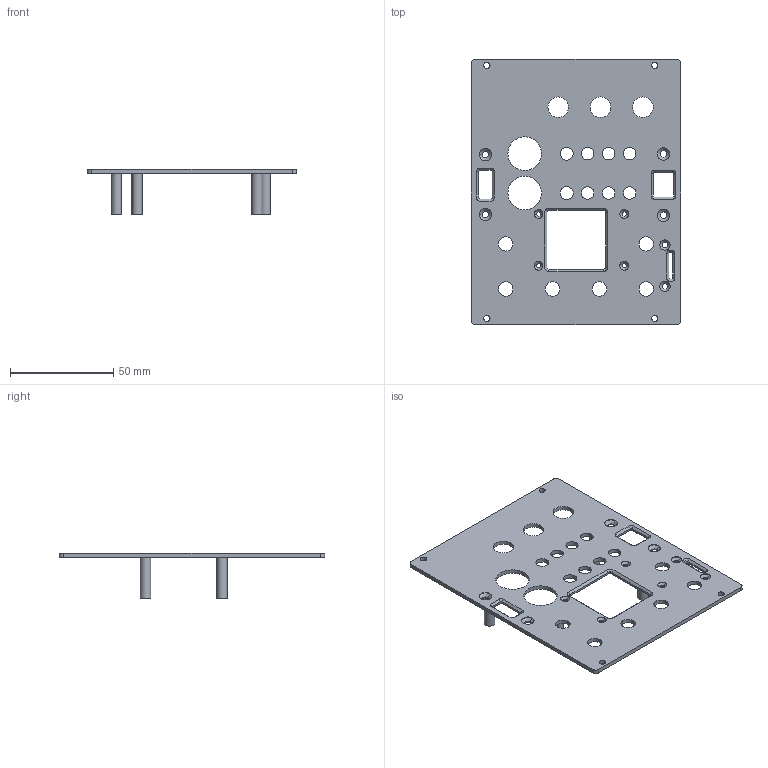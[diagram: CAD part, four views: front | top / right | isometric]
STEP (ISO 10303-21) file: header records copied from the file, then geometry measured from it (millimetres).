
FILE_DESCRIPTION(('Open CASCADE Model'),'2;1');
FILE_NAME('Open CASCADE Shape Model','2018-10-11T21:57:32',('Author'),( 'Open CASCADE'),'Open CASCADE STEP processor 7.2','Open CASCADE 7.2' ,'Unknown');
FILE_SCHEMA(('AUTOMOTIVE_DESIGN { 1 0 10303 214 1 1 1 1 }'));
Length unit declared in the file: millimetre
Products named in the file (6): Open CASCADE STEP translator 7.2 14; Open CASCADE STEP translator 7.2 14.1; Open CASCADE STEP translator 7.2 14.2; Open CASCADE STEP translator 7.2 14.3; Open CASCADE STEP translator 7.2 14.4; Open CASCADE STEP translator 7.2 14.5
Assembly tree (5 placements, depth 2):
  Open CASCADE STEP translator 7.2 14
    Open CASCADE STEP translator 7.2 14.1
    Open CASCADE STEP translator 7.2 14.2
    Open CASCADE STEP translator 7.2 14.3
    Open CASCADE STEP translator 7.2 14.4
    Open CASCADE STEP translator 7.2 14.5
Bounding box: 101.26 x 128.4 x 22 mm (x, y, z)
Volume: 22370.1 mm3; surface area: 26350.2 mm2
Topology: 5 solids, 5 shells, 230 faces, 542 edges, 344 vertices
Faces by surface type: cylinder 126, plane 68, cone 36
Full cylindrical faces by diameter (mm): 2.7 x4, 5 x4, 7 x4
Entity records: 14100 total; most frequent: CARTESIAN_POINT 2790, DIRECTION 2202, ORIENTED_EDGE 1084, PCURVE 1084, DEFINITIONAL_REPRESENTATION 1084, LINE 982, VECTOR 982, EDGE_CURVE 542
